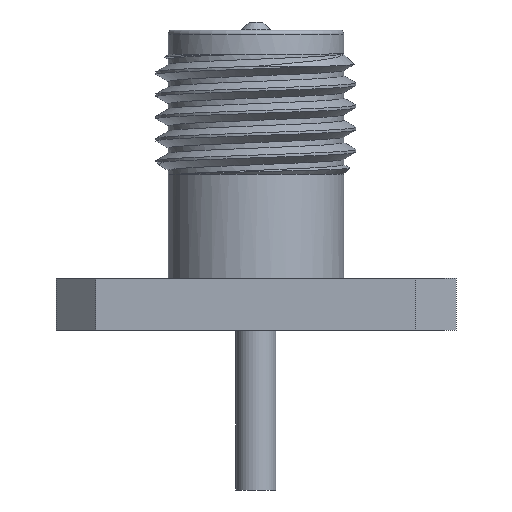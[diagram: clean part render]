
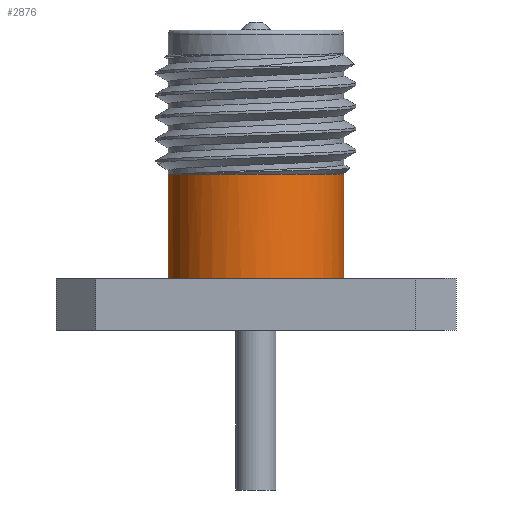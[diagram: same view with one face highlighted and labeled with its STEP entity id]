
A CAD part, front view. The second image highlights one B-rep face of the part: STEP entity #2876.
In plain terms, the highlighted cylindrical face has radius 2.791 mm (diameter 5.582 mm), a partial arc.
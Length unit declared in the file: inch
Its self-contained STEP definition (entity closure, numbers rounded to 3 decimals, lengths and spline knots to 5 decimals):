
#125 = CARTESIAN_POINT ( 'NONE',  ( 0.01718, -0.1092, -0.18 ) ) ;
#158 = CARTESIAN_POINT ( 'NONE',  ( -0.10989, 0., -0.51 ) ) ;
#162 = CARTESIAN_POINT ( 'NONE',  ( 0.09454, -0.05728, -0.18 ) ) ;
#184 = ORIENTED_EDGE ( 'NONE', *, *, #2807, .F. ) ;
#267 = CARTESIAN_POINT ( 'NONE',  ( -0.10373, -0.03752, -0.18006 ) ) ;
#380 = CARTESIAN_POINT ( 'NONE',  ( 0.07117, -0.08458, -0.18 ) ) ;
#422 = CARTESIAN_POINT ( 'NONE',  ( 0.10989, 0., -0.18 ) ) ;
#442 = CARTESIAN_POINT ( 'NONE',  ( 0.10792, -0.02392, -0.18 ) ) ;
#486 = ORIENTED_EDGE ( 'NONE', *, *, #1917, .F. ) ;
#504 = LINE ( 'NONE', #158, #3269 ) ;
#572 = CARTESIAN_POINT ( 'NONE',  ( -0.10988, 0., -0.18 ) ) ;
#623 = CARTESIAN_POINT ( 'NONE',  ( 0.10989, 0., -0.51 ) ) ;
#665 = DIRECTION ( 'NONE',  ( 1., 0., 0. ) ) ;
#873 = CARTESIAN_POINT ( 'NONE',  ( -0.08883, -0.06578, -0.18 ) ) ;
#891 = CARTESIAN_POINT ( 'NONE',  ( -0.03057, -0.10623, -0.18 ) ) ;
#894 = FACE_OUTER_BOUND ( 'NONE', #1293, .T. ) ;
#986 = CARTESIAN_POINT ( 'NONE',  ( -0.10988, -0.00922, -0.18005 ) ) ;
#1050 = CARTESIAN_POINT ( 'NONE',  ( -0.09487, -0.05545, -0.18 ) ) ;
#1052 = ORIENTED_EDGE ( 'NONE', *, *, #2112, .T. ) ;
#1134 = CARTESIAN_POINT ( 'NONE',  ( -0.09487, -0.05545, -0.18 ) ) ;
#1154 = DIRECTION ( 'NONE',  ( 0., 0., 1. ) ) ;
#1174 = CARTESIAN_POINT ( 'NONE',  ( 0.08, -0.07628, -0.18 ) ) ;
#1218 = CARTESIAN_POINT ( 'NONE',  ( -0.1087, -0.01875, -0.18007 ) ) ;
#1232 = CARTESIAN_POINT ( 'NONE',  ( -0.09487, -0.05545, -0.18 ) ) ;
#1293 = EDGE_LOOP ( 'NONE', ( #184, #1052, #1550, #486, #2127 ) ) ;
#1334 = VERTEX_POINT ( 'NONE', #1050 ) ;
#1357 = CARTESIAN_POINT ( 'NONE',  ( -0.01876, -0.10893, -0.18 ) ) ;
#1378 = CARTESIAN_POINT ( 'NONE',  ( -0.10989, 0., -0.31 ) ) ;
#1412 = CYLINDRICAL_SURFACE ( 'NONE', #2504, 0.10989 ) ;
#1423 = DIRECTION ( 'NONE',  ( 0., 0., 1. ) ) ;
#1424 = VERTEX_POINT ( 'NONE', #1378 ) ;
#1510 = VERTEX_POINT ( 'NONE', #2815 ) ;
#1550 = ORIENTED_EDGE ( 'NONE', *, *, #3245, .T. ) ;
#1585 = CARTESIAN_POINT ( 'NONE',  ( 0., 0., -0.31 ) ) ;
#1592 = VERTEX_POINT ( 'NONE', #572 ) ;
#1596 = DIRECTION ( 'NONE',  ( 0., 0., 1. ) ) ;
#1639 = B_SPLINE_CURVE_WITH_KNOTS ( 'NONE', 3,
 ( #1134, #873, #2657, #1640, #2151, #891, #1357, #2643, #125, #1899, #3133, #380, #1174, #162, #3209, #442, #2440, #422 ),
 .UNSPECIFIED., .F., .F.,
 ( 4, 2, 2, 2, 2, 2, 2, 2, 4 ),
 ( 0.58419, 0.63616, 0.68814, 0.74012, 0.79209, 0.84407, 0.89605, 0.94802, 1. ),
 .UNSPECIFIED. ) ;
#1640 = CARTESIAN_POINT ( 'NONE',  ( -0.06304, -0.0908, -0.18 ) ) ;
#1648 = CIRCLE ( 'NONE', #3031, 0.10989 ) ;
#1717 = EDGE_CURVE ( 'NONE', #1592, #1334, #2667, .T. ) ;
#1776 = CARTESIAN_POINT ( 'NONE',  ( -0.10988, 0., -0.18 ) ) ;
#1899 = CARTESIAN_POINT ( 'NONE',  ( 0.04027, -0.10294, -0.18 ) ) ;
#1917 = EDGE_CURVE ( 'NONE', #1334, #2865, #1639, .T. ) ;
#1976 = VECTOR ( 'NONE', #2391, 39.37008 ) ;
#2112 = EDGE_CURVE ( 'NONE', #1424, #1510, #1648, .T. ) ;
#2127 = ORIENTED_EDGE ( 'NONE', *, *, #1717, .F. ) ;
#2151 = CARTESIAN_POINT ( 'NONE',  ( -0.05271, -0.09716, -0.18 ) ) ;
#2242 = CARTESIAN_POINT ( 'NONE',  ( -0.09993, -0.04673, -0.18003 ) ) ;
#2391 = DIRECTION ( 'NONE',  ( 0., 0., 1. ) ) ;
#2427 = CARTESIAN_POINT ( 'NONE',  ( 0., 0., -0.51 ) ) ;
#2440 = CARTESIAN_POINT ( 'NONE',  ( 0.10989, -0.01196, -0.18 ) ) ;
#2504 = AXIS2_PLACEMENT_3D ( 'NONE', #2427, #1154, #665 ) ;
#2614 = DIRECTION ( 'NONE',  ( -1., 0., 0. ) ) ;
#2643 = CARTESIAN_POINT ( 'NONE',  ( 0.00512, -0.11042, -0.18 ) ) ;
#2657 = CARTESIAN_POINT ( 'NONE',  ( -0.0811, -0.07511, -0.18 ) ) ;
#2667 = B_SPLINE_CURVE_WITH_KNOTS ( 'NONE', 3,
 ( #1776, #986, #1218, #267, #2242, #1232 ),
 .UNSPECIFIED., .F., .F.,
 ( 4, 2, 4 ),
 ( 0.66434, 0.83217, 1. ),
 .UNSPECIFIED. ) ;
#2677 = CARTESIAN_POINT ( 'NONE',  ( 0.10989, 0., -0.18 ) ) ;
#2807 = EDGE_CURVE ( 'NONE', #1424, #1592, #504, .T. ) ;
#2815 = CARTESIAN_POINT ( 'NONE',  ( 0.10989, 0., -0.31 ) ) ;
#2865 = VERTEX_POINT ( 'NONE', #2677 ) ;
#2876 = ADVANCED_FACE ( 'NONE', ( #894 ), #1412, .T. ) ;
#3031 = AXIS2_PLACEMENT_3D ( 'NONE', #1585, #1596, #2614 ) ;
#3133 = CARTESIAN_POINT ( 'NONE',  ( 0.0513, -0.09791, -0.18 ) ) ;
#3166 = LINE ( 'NONE', #623, #1976 ) ;
#3209 = CARTESIAN_POINT ( 'NONE',  ( 0.10024, -0.04658, -0.18 ) ) ;
#3245 = EDGE_CURVE ( 'NONE', #1510, #2865, #3166, .T. ) ;
#3269 = VECTOR ( 'NONE', #1423, 39.37008 ) ;
